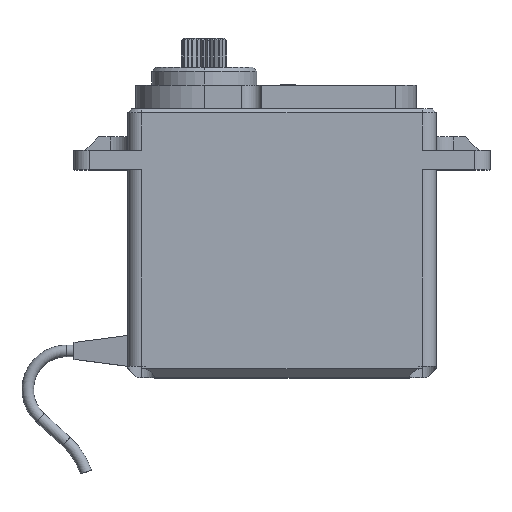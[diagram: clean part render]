
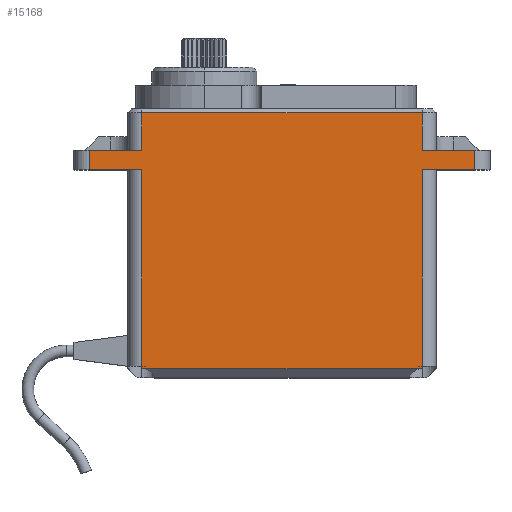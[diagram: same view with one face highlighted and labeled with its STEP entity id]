
A CAD part, top view. The second image highlights one B-rep face of the part: STEP entity #15168.
In plain terms, the highlighted planar face has unit normal (0, 0, 1).
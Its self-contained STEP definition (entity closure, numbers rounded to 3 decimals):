
#201 = ORIENTED_EDGE ( 'NONE', *, *, #5749, .T. ) ;
#362 = VERTEX_POINT ( 'NONE', #17162 ) ;
#523 = CARTESIAN_POINT ( 'NONE',  ( -18.2, 1.2, 10. ) ) ;
#754 = EDGE_CURVE ( 'NONE', #5601, #362, #782, .T. ) ;
#755 = VECTOR ( 'NONE', #6181, 1000. ) ;
#782 = LINE ( 'NONE', #7284, #3203 ) ;
#860 = VERTEX_POINT ( 'NONE', #13590 ) ;
#947 = VECTOR ( 'NONE', #6695, 1000. ) ;
#1308 = EDGE_CURVE ( 'NONE', #9966, #5601, #11922, .T. ) ;
#1343 = CARTESIAN_POINT ( 'NONE',  ( 18.2, 27., 10. ) ) ;
#1407 = ORIENTED_EDGE ( 'NONE', *, *, #1308, .T. ) ;
#1462 = LINE ( 'NONE', #10454, #11419 ) ;
#1502 = VERTEX_POINT ( 'NONE', #11589 ) ;
#1694 = ORIENTED_EDGE ( 'NONE', *, *, #19226, .T. ) ;
#1737 = CARTESIAN_POINT ( 'NONE',  ( -18.2, 1.5, 10. ) ) ;
#2028 = PLANE ( 'NONE',  #12376 ) ;
#2766 = VECTOR ( 'NONE', #14446, 1000. ) ;
#2885 = LINE ( 'NONE', #16117, #947 ) ;
#2979 = LINE ( 'NONE', #1343, #14894 ) ;
#3122 = LINE ( 'NONE', #1737, #7491 ) ;
#3169 = VERTEX_POINT ( 'NONE', #18913 ) ;
#3203 = VECTOR ( 'NONE', #4182, 1000. ) ;
#3289 = DIRECTION ( 'NONE',  ( 0., -1., 0. ) ) ;
#3810 = VERTEX_POINT ( 'NONE', #523 ) ;
#3861 = VERTEX_POINT ( 'NONE', #15972 ) ;
#3991 = ORIENTED_EDGE ( 'NONE', *, *, #14143, .T. ) ;
#4043 = VECTOR ( 'NONE', #3289, 1000. ) ;
#4182 = DIRECTION ( 'NONE',  ( 0., 1., 0. ) ) ;
#4589 = EDGE_CURVE ( 'NONE', #6334, #1502, #8134, .T. ) ;
#5152 = CARTESIAN_POINT ( 'NONE',  ( -18.2, 34.4, 10. ) ) ;
#5545 = ORIENTED_EDGE ( 'NONE', *, *, #18715, .T. ) ;
#5601 = VERTEX_POINT ( 'NONE', #9952 ) ;
#5707 = LINE ( 'NONE', #20005, #19082 ) ;
#5749 = EDGE_CURVE ( 'NONE', #17556, #6334, #5707, .T. ) ;
#5791 = EDGE_LOOP ( 'NONE', ( #15652, #20163, #10614, #201, #15560, #8410, #3991, #9731, #5545, #16401, #9512, #1694, #10864, #1407 ) ) ;
#6098 = LINE ( 'NONE', #7869, #9956 ) ;
#6121 = CARTESIAN_POINT ( 'NONE',  ( 25., 29.5, 10. ) ) ;
#6181 = DIRECTION ( 'NONE',  ( 1., 0., 0. ) ) ;
#6189 = CARTESIAN_POINT ( 'NONE',  ( -18.2, 29.5, 10. ) ) ;
#6334 = VERTEX_POINT ( 'NONE', #10866 ) ;
#6695 = DIRECTION ( 'NONE',  ( 0., 1., 0. ) ) ;
#7138 = DIRECTION ( 'NONE',  ( 1., 0., 0. ) ) ;
#7284 = CARTESIAN_POINT ( 'NONE',  ( 18.2, 34.9, 10. ) ) ;
#7312 = VERTEX_POINT ( 'NONE', #20171 ) ;
#7324 = EDGE_CURVE ( 'NONE', #1502, #11158, #7538, .T. ) ;
#7491 = VECTOR ( 'NONE', #14157, 1000. ) ;
#7538 = LINE ( 'NONE', #11035, #755 ) ;
#7869 = CARTESIAN_POINT ( 'NONE',  ( -18.2, 0., 10. ) ) ;
#8134 = LINE ( 'NONE', #9459, #4043 ) ;
#8167 = EDGE_CURVE ( 'NONE', #19025, #17556, #1462, .T. ) ;
#8410 = ORIENTED_EDGE ( 'NONE', *, *, #7324, .T. ) ;
#9024 = CARTESIAN_POINT ( 'NONE',  ( 25., 29.5, 10. ) ) ;
#9459 = CARTESIAN_POINT ( 'NONE',  ( -25., 27., 10. ) ) ;
#9512 = ORIENTED_EDGE ( 'NONE', *, *, #16072, .T. ) ;
#9731 = ORIENTED_EDGE ( 'NONE', *, *, #18951, .T. ) ;
#9952 = CARTESIAN_POINT ( 'NONE',  ( 18.2, 29.5, 10. ) ) ;
#9956 = VECTOR ( 'NONE', #15822, 1000. ) ;
#9966 = VERTEX_POINT ( 'NONE', #9024 ) ;
#10143 = CARTESIAN_POINT ( 'NONE',  ( 20., 27., 10. ) ) ;
#10454 = CARTESIAN_POINT ( 'NONE',  ( -18.2, 29.5, 10. ) ) ;
#10614 = ORIENTED_EDGE ( 'NONE', *, *, #8167, .T. ) ;
#10864 = ORIENTED_EDGE ( 'NONE', *, *, #17459, .T. ) ;
#10866 = CARTESIAN_POINT ( 'NONE',  ( -25., 29.5, 10. ) ) ;
#11035 = CARTESIAN_POINT ( 'NONE',  ( -27., 27., 10. ) ) ;
#11111 = LINE ( 'NONE', #10143, #11133 ) ;
#11133 = VECTOR ( 'NONE', #16476, 1000. ) ;
#11158 = VERTEX_POINT ( 'NONE', #15638 ) ;
#11419 = VECTOR ( 'NONE', #15334, 1000. ) ;
#11540 = VERTEX_POINT ( 'NONE', #13659 ) ;
#11589 = CARTESIAN_POINT ( 'NONE',  ( -25., 27., 10. ) ) ;
#11922 = LINE ( 'NONE', #18452, #15563 ) ;
#12180 = DIRECTION ( 'NONE',  ( 0., 1., 0. ) ) ;
#12376 = AXIS2_PLACEMENT_3D ( 'NONE', #14365, #15784, #17455 ) ;
#12579 = EDGE_CURVE ( 'NONE', #3861, #860, #2979, .T. ) ;
#13590 = CARTESIAN_POINT ( 'NONE',  ( 18.2, 1.5, 10. ) ) ;
#13659 = CARTESIAN_POINT ( 'NONE',  ( -18.2, 1.5, 10. ) ) ;
#13934 = VECTOR ( 'NONE', #16990, 1000. ) ;
#14143 = EDGE_CURVE ( 'NONE', #11158, #11540, #6098, .T. ) ;
#14157 = DIRECTION ( 'NONE',  ( 0., -1., 0. ) ) ;
#14277 = DIRECTION ( 'NONE',  ( -1., 0., 0. ) ) ;
#14365 = CARTESIAN_POINT ( 'NONE',  ( 0., 0., 10. ) ) ;
#14446 = DIRECTION ( 'NONE',  ( -1., 0., 0. ) ) ;
#14894 = VECTOR ( 'NONE', #12180, 1000. ) ;
#15068 = FACE_OUTER_BOUND ( 'NONE', #5791, .T. ) ;
#15139 = LINE ( 'NONE', #5152, #2766 ) ;
#15168 = ADVANCED_FACE ( 'NONE', ( #15068 ), #2028, .T. ) ;
#15221 = DIRECTION ( 'NONE',  ( -1., 0., 0. ) ) ;
#15334 = DIRECTION ( 'NONE',  ( 0., -1., 0. ) ) ;
#15560 = ORIENTED_EDGE ( 'NONE', *, *, #4589, .T. ) ;
#15563 = VECTOR ( 'NONE', #14277, 1000. ) ;
#15638 = CARTESIAN_POINT ( 'NONE',  ( -18.2, 27., 10. ) ) ;
#15652 = ORIENTED_EDGE ( 'NONE', *, *, #754, .T. ) ;
#15741 = VECTOR ( 'NONE', #7138, 1000. ) ;
#15784 = DIRECTION ( 'NONE',  ( 0., 0., 1. ) ) ;
#15822 = DIRECTION ( 'NONE',  ( 0., -1., 0. ) ) ;
#15885 = LINE ( 'NONE', #6121, #13934 ) ;
#15972 = CARTESIAN_POINT ( 'NONE',  ( 18.2, 1.2, 10. ) ) ;
#16072 = EDGE_CURVE ( 'NONE', #860, #7312, #2885, .T. ) ;
#16117 = CARTESIAN_POINT ( 'NONE',  ( 18.2, 27., 10. ) ) ;
#16401 = ORIENTED_EDGE ( 'NONE', *, *, #12579, .T. ) ;
#16476 = DIRECTION ( 'NONE',  ( 1., 0., 0. ) ) ;
#16990 = DIRECTION ( 'NONE',  ( 0., 1., 0. ) ) ;
#17162 = CARTESIAN_POINT ( 'NONE',  ( 18.2, 34.4, 10. ) ) ;
#17455 = DIRECTION ( 'NONE',  ( 1., 0., 0. ) ) ;
#17459 = EDGE_CURVE ( 'NONE', #3169, #9966, #15885, .T. ) ;
#17556 = VERTEX_POINT ( 'NONE', #6189 ) ;
#17763 = CARTESIAN_POINT ( 'NONE',  ( 18.2, 1.2, 10. ) ) ;
#17850 = EDGE_CURVE ( 'NONE', #362, #19025, #15139, .T. ) ;
#18446 = LINE ( 'NONE', #17763, #15741 ) ;
#18452 = CARTESIAN_POINT ( 'NONE',  ( 27., 29.5, 10. ) ) ;
#18715 = EDGE_CURVE ( 'NONE', #3810, #3861, #18446, .T. ) ;
#18913 = CARTESIAN_POINT ( 'NONE',  ( 25., 27., 10. ) ) ;
#18951 = EDGE_CURVE ( 'NONE', #11540, #3810, #3122, .T. ) ;
#19025 = VERTEX_POINT ( 'NONE', #19209 ) ;
#19082 = VECTOR ( 'NONE', #15221, 1000. ) ;
#19209 = CARTESIAN_POINT ( 'NONE',  ( -18.2, 34.4, 10. ) ) ;
#19226 = EDGE_CURVE ( 'NONE', #7312, #3169, #11111, .T. ) ;
#20005 = CARTESIAN_POINT ( 'NONE',  ( -20., 29.5, 10. ) ) ;
#20163 = ORIENTED_EDGE ( 'NONE', *, *, #17850, .T. ) ;
#20171 = CARTESIAN_POINT ( 'NONE',  ( 18.2, 27., 10. ) ) ;
